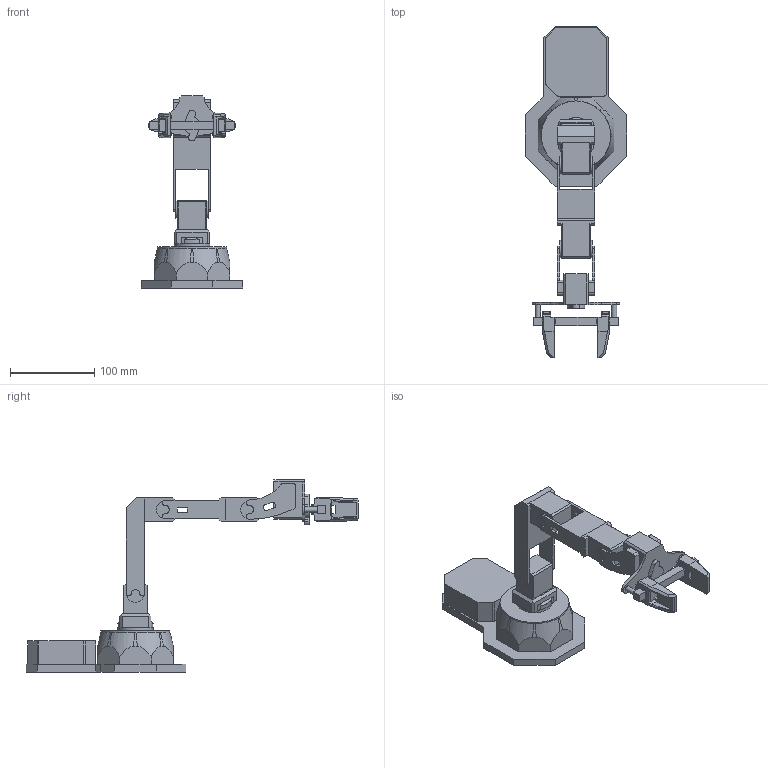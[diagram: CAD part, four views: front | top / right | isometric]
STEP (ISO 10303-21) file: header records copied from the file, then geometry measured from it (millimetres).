
FILE_DESCRIPTION(/* description */ (''),/* implementation_level */ '2;1');
FILE_NAME(/* name */ '1 - PXA-100-A.step',/* time_stamp */ '2019-01-22T17:54:41-06:00',/* author */ ('wadecore'),/* organization */ (''),/* preprocessor_version */ 'ST-DEVELOPER v17.2',/* originating_system */ 'Autodesk Translation Framework v7.6.0.251',/* authorisation */ '');
FILE_SCHEMA (('AUTOMOTIVE_DESIGN { 1 0 10303 214 3 1 1 }'));
Length unit declared in the file: millimetre
Products named in the file (7): 1 - PXA-100-A; PX-100 Base; PX-100 Shoulder; UA - 1 - PX-100; Fore - 1 - PX-100; PX100 SRG; SRG Carriage With Finger
Assembly tree (7 placements, depth 2):
  1 - PXA-100-A
    PX-100 Base
    PX-100 Shoulder
    UA - 1 - PX-100
    Fore - 1 - PX-100
    PX100 SRG
    SRG Carriage With Finger  x2
Bounding box: 120 x 394 x 228.05 mm (x, y, z)
Volume: 921455.8 mm3; surface area: 137442.7 mm2
Topology: 7 solids, 9 shells, 432 faces, 1173 edges, 775 vertices
Faces by surface type: plane 312, cylinder 120
Full cylindrical faces by diameter (mm): 3.8 x4, 4.9 x2, 6.3 x2, 20.5 x6, 22.2 x1, 22.5 x1, 42.348 x1, 82 x1
Entity records: 12118 total; most frequent: CARTESIAN_POINT 2148, DIRECTION 2041, ORIENTED_EDGE 2032, EDGE_CURVE 1016, LINE 753, VECTOR 753, VERTEX_POINT 671, AXIS2_PLACEMENT_3D 644
